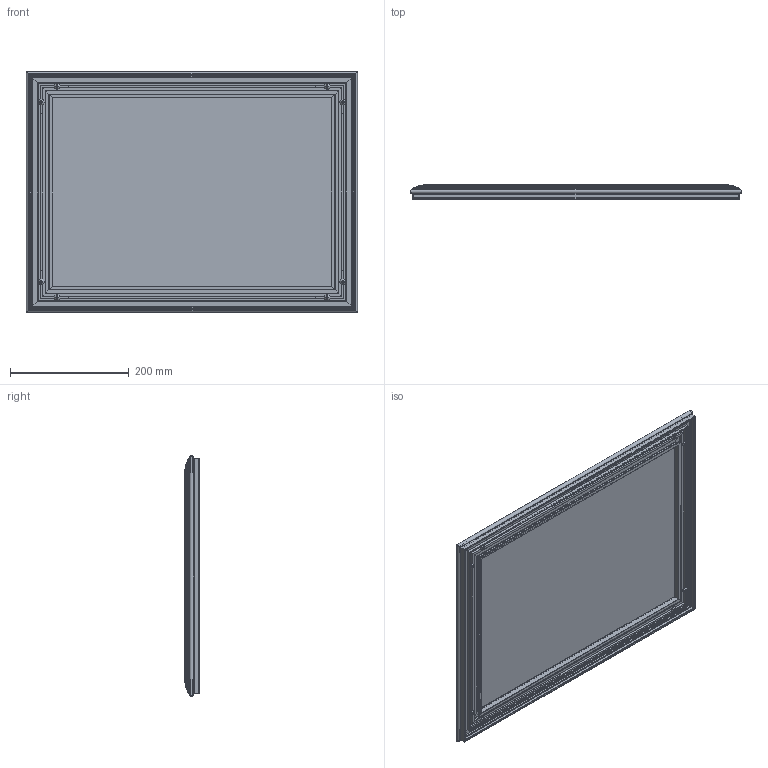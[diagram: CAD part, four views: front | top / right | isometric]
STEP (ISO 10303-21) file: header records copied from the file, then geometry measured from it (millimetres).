
FILE_DESCRIPTION (( 'STEP AP214' ), '1' );
FILE_NAME ('SCE-AW1812SG.STEP', '2022-07-26T16:51:11', ( '' ), ( '' ), 'SwSTEP 2.0', 'SolidWorks 2021', '' );
FILE_SCHEMA (( 'AUTOMOTIVE_DESIGN' ));
Length unit declared in the file: inch
Products named in the file (1): SCE-AW1812SG
Bounding box: 558.19 x 24.9 x 405.79 mm (x, y, z)
Volume: 1591754.3 mm3; surface area: 967883 mm2
Topology: 25 solids, 25 shells, 1202 faces, 3416 edges, 2272 vertices
Faces by surface type: plane 454, bspline 368, cylinder 308, cone 56, sphere 8, torus 8
Full cylindrical faces by diameter (mm): 3.759 x8
Entity records: 63888 total; most frequent: CARTESIAN_POINT 36203, ORIENTED_EDGE 6768, DIRECTION 4110, EDGE_CURVE 3384, VERTEX_POINT 2264, LINE 1688, VECTOR 1688, EDGE_LOOP 1258
